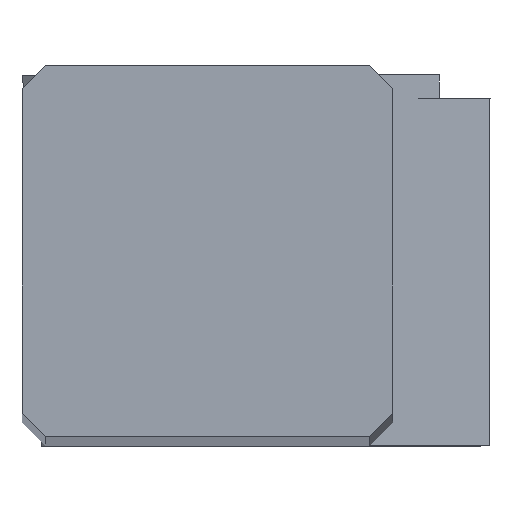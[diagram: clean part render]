
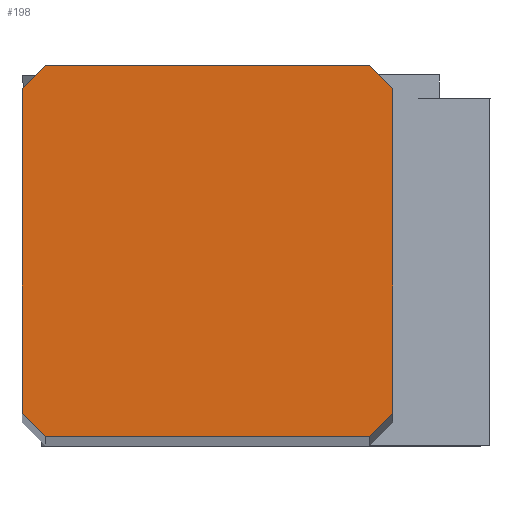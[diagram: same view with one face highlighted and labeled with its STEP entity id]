
A CAD part, top view. The second image highlights one B-rep face of the part: STEP entity #198.
In plain terms, the highlighted planar face has unit normal (0, 0, 1).
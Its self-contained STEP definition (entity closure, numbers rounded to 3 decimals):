
#124=FACE_OUTER_BOUND('',#319,.T.);
#198=ADVANCED_FACE('',(#124),#264,.T.);
#264=PLANE('',#1598);
#319=EDGE_LOOP('',(#468,#469,#470,#471,#472,#473,#474,#475));
#468=ORIENTED_EDGE('',*,*,#985,.F.);
#469=ORIENTED_EDGE('',*,*,#986,.F.);
#470=ORIENTED_EDGE('',*,*,#987,.F.);
#471=ORIENTED_EDGE('',*,*,#988,.T.);
#472=ORIENTED_EDGE('',*,*,#989,.F.);
#473=ORIENTED_EDGE('',*,*,#990,.T.);
#474=ORIENTED_EDGE('',*,*,#991,.F.);
#475=ORIENTED_EDGE('',*,*,#982,.T.);
#821=VERTEX_POINT('',#2243);
#829=VERTEX_POINT('',#2259);
#832=VERTEX_POINT('',#2267);
#833=VERTEX_POINT('',#2269);
#834=VERTEX_POINT('',#2271);
#835=VERTEX_POINT('',#2273);
#836=VERTEX_POINT('',#2275);
#837=VERTEX_POINT('',#2277);
#982=EDGE_CURVE('',#821,#829,#1291,.T.);
#985=EDGE_CURVE('',#832,#829,#1292,.T.);
#986=EDGE_CURVE('',#833,#832,#1293,.T.);
#987=EDGE_CURVE('',#834,#833,#1294,.T.);
#988=EDGE_CURVE('',#834,#835,#1295,.T.);
#989=EDGE_CURVE('',#836,#835,#1296,.T.);
#990=EDGE_CURVE('',#836,#837,#1297,.T.);
#991=EDGE_CURVE('',#821,#837,#1298,.T.);
#1291=LINE('',#2260,#1414);
#1292=LINE('',#2266,#1415);
#1293=LINE('',#2268,#1416);
#1294=LINE('',#2270,#1417);
#1295=LINE('',#2272,#1418);
#1296=LINE('',#2274,#1419);
#1297=LINE('',#2276,#1420);
#1298=LINE('',#2278,#1421);
#1414=VECTOR('',#1833,1.);
#1415=VECTOR('',#1840,1.);
#1416=VECTOR('',#1841,1.);
#1417=VECTOR('',#1842,1.);
#1418=VECTOR('',#1843,1.);
#1419=VECTOR('',#1844,1.);
#1420=VECTOR('',#1845,1.);
#1421=VECTOR('',#1846,1.);
#1598=AXIS2_PLACEMENT_3D('',#2279,#1847,#1848);
#1833=DIRECTION('',(1.,0.,0.));
#1840=DIRECTION('',(-0.707,-0.707,0.));
#1841=DIRECTION('',(0.,-1.,0.));
#1842=DIRECTION('',(0.707,-0.707,0.));
#1843=DIRECTION('',(-1.,0.,0.));
#1844=DIRECTION('',(0.707,0.707,0.));
#1845=DIRECTION('',(0.,-1.,0.));
#1846=DIRECTION('',(-0.707,0.707,0.));
#1847=DIRECTION('',(0.,0.,1.));
#1848=DIRECTION('',(-1.,0.,0.));
#2243=CARTESIAN_POINT('',(-7.5,0.,0.));
#2259=CARTESIAN_POINT('',(-0.5,0.,0.));
#2260=CARTESIAN_POINT('',(-7.5,0.,0.));
#2266=CARTESIAN_POINT('',(0.,0.5,0.));
#2267=CARTESIAN_POINT('',(0.,0.5,0.));
#2268=CARTESIAN_POINT('',(0.,7.5,0.));
#2269=CARTESIAN_POINT('',(0.,7.5,0.));
#2270=CARTESIAN_POINT('',(-0.5,8.,0.));
#2271=CARTESIAN_POINT('',(-0.5,8.,0.));
#2272=CARTESIAN_POINT('',(-0.5,8.,0.));
#2273=CARTESIAN_POINT('',(-7.5,8.,0.));
#2274=CARTESIAN_POINT('',(-8.,7.5,0.));
#2275=CARTESIAN_POINT('',(-8.,7.5,0.));
#2276=CARTESIAN_POINT('',(-8.,7.5,0.));
#2277=CARTESIAN_POINT('',(-8.,0.5,0.));
#2278=CARTESIAN_POINT('',(-7.5,0.,0.));
#2279=CARTESIAN_POINT('',(-4.,4.,0.));
